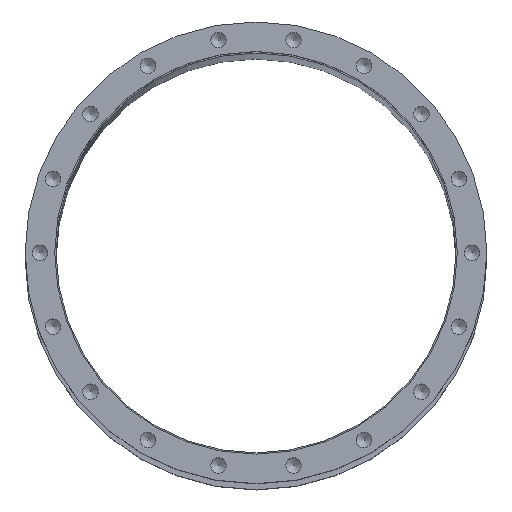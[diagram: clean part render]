
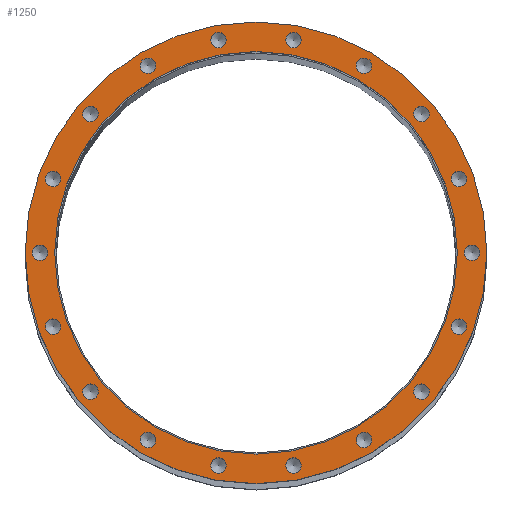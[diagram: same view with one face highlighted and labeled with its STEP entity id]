
A CAD part, top view. The second image highlights one B-rep face of the part: STEP entity #1250.
In plain terms, the highlighted planar face has unit normal (0, 0, 1).
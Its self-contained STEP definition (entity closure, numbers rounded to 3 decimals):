
#42=FACE_BOUND('',#266,.T.);
#43=FACE_BOUND('',#267,.T.);
#44=FACE_BOUND('',#268,.T.);
#45=FACE_BOUND('',#269,.T.);
#46=FACE_BOUND('',#270,.T.);
#47=FACE_BOUND('',#271,.T.);
#48=FACE_BOUND('',#272,.T.);
#49=FACE_BOUND('',#273,.T.);
#50=FACE_BOUND('',#274,.T.);
#51=FACE_BOUND('',#275,.T.);
#52=FACE_BOUND('',#276,.T.);
#53=FACE_BOUND('',#277,.T.);
#54=FACE_BOUND('',#278,.T.);
#55=FACE_BOUND('',#279,.T.);
#56=FACE_BOUND('',#280,.T.);
#57=FACE_BOUND('',#281,.T.);
#58=FACE_BOUND('',#282,.T.);
#59=FACE_BOUND('',#283,.T.);
#60=FACE_BOUND('',#284,.T.);
#66=PLANE('',#1399);
#158=FACE_OUTER_BOUND('',#265,.T.);
#265=EDGE_LOOP('',(#1026));
#266=EDGE_LOOP('',(#1027));
#267=EDGE_LOOP('',(#1028));
#268=EDGE_LOOP('',(#1029));
#269=EDGE_LOOP('',(#1030));
#270=EDGE_LOOP('',(#1031));
#271=EDGE_LOOP('',(#1032));
#272=EDGE_LOOP('',(#1033));
#273=EDGE_LOOP('',(#1034));
#274=EDGE_LOOP('',(#1035));
#275=EDGE_LOOP('',(#1036));
#276=EDGE_LOOP('',(#1037));
#277=EDGE_LOOP('',(#1038));
#278=EDGE_LOOP('',(#1039));
#279=EDGE_LOOP('',(#1040));
#280=EDGE_LOOP('',(#1041));
#281=EDGE_LOOP('',(#1042));
#282=EDGE_LOOP('',(#1043));
#283=EDGE_LOOP('',(#1044));
#284=EDGE_LOOP('',(#1045));
#518=CIRCLE('',#1386,2.1);
#520=CIRCLE('',#1389,62.55);
#522=CIRCLE('',#1393,54.55);
#525=CIRCLE('',#1400,2.1);
#526=CIRCLE('',#1401,2.1);
#527=CIRCLE('',#1402,2.1);
#528=CIRCLE('',#1403,2.1);
#529=CIRCLE('',#1404,2.1);
#530=CIRCLE('',#1405,2.1);
#531=CIRCLE('',#1406,2.1);
#532=CIRCLE('',#1407,2.1);
#533=CIRCLE('',#1408,2.1);
#534=CIRCLE('',#1409,2.1);
#535=CIRCLE('',#1410,2.1);
#536=CIRCLE('',#1411,2.1);
#537=CIRCLE('',#1412,2.1);
#538=CIRCLE('',#1413,2.1);
#539=CIRCLE('',#1414,2.1);
#540=CIRCLE('',#1415,2.1);
#541=CIRCLE('',#1416,2.1);
#621=VERTEX_POINT('',#2078);
#623=VERTEX_POINT('',#2084);
#625=VERTEX_POINT('',#2091);
#628=VERTEX_POINT('',#2104);
#629=VERTEX_POINT('',#2106);
#630=VERTEX_POINT('',#2108);
#631=VERTEX_POINT('',#2110);
#632=VERTEX_POINT('',#2112);
#633=VERTEX_POINT('',#2114);
#634=VERTEX_POINT('',#2116);
#635=VERTEX_POINT('',#2118);
#636=VERTEX_POINT('',#2120);
#637=VERTEX_POINT('',#2122);
#638=VERTEX_POINT('',#2124);
#639=VERTEX_POINT('',#2126);
#640=VERTEX_POINT('',#2128);
#641=VERTEX_POINT('',#2130);
#642=VERTEX_POINT('',#2132);
#643=VERTEX_POINT('',#2134);
#644=VERTEX_POINT('',#2136);
#761=EDGE_CURVE('',#621,#621,#518,.T.);
#765=EDGE_CURVE('',#623,#623,#520,.T.);
#767=EDGE_CURVE('',#625,#625,#522,.T.);
#773=EDGE_CURVE('',#628,#628,#525,.T.);
#774=EDGE_CURVE('',#629,#629,#526,.T.);
#775=EDGE_CURVE('',#630,#630,#527,.T.);
#776=EDGE_CURVE('',#631,#631,#528,.T.);
#777=EDGE_CURVE('',#632,#632,#529,.T.);
#778=EDGE_CURVE('',#633,#633,#530,.T.);
#779=EDGE_CURVE('',#634,#634,#531,.T.);
#780=EDGE_CURVE('',#635,#635,#532,.T.);
#781=EDGE_CURVE('',#636,#636,#533,.T.);
#782=EDGE_CURVE('',#637,#637,#534,.T.);
#783=EDGE_CURVE('',#638,#638,#535,.T.);
#784=EDGE_CURVE('',#639,#639,#536,.T.);
#785=EDGE_CURVE('',#640,#640,#537,.T.);
#786=EDGE_CURVE('',#641,#641,#538,.T.);
#787=EDGE_CURVE('',#642,#642,#539,.T.);
#788=EDGE_CURVE('',#643,#643,#540,.T.);
#789=EDGE_CURVE('',#644,#644,#541,.T.);
#1026=ORIENTED_EDGE('',*,*,#765,.T.);
#1027=ORIENTED_EDGE('',*,*,#773,.T.);
#1028=ORIENTED_EDGE('',*,*,#774,.T.);
#1029=ORIENTED_EDGE('',*,*,#775,.T.);
#1030=ORIENTED_EDGE('',*,*,#776,.T.);
#1031=ORIENTED_EDGE('',*,*,#777,.T.);
#1032=ORIENTED_EDGE('',*,*,#778,.T.);
#1033=ORIENTED_EDGE('',*,*,#779,.T.);
#1034=ORIENTED_EDGE('',*,*,#780,.T.);
#1035=ORIENTED_EDGE('',*,*,#781,.T.);
#1036=ORIENTED_EDGE('',*,*,#782,.T.);
#1037=ORIENTED_EDGE('',*,*,#783,.T.);
#1038=ORIENTED_EDGE('',*,*,#784,.T.);
#1039=ORIENTED_EDGE('',*,*,#785,.T.);
#1040=ORIENTED_EDGE('',*,*,#786,.T.);
#1041=ORIENTED_EDGE('',*,*,#787,.T.);
#1042=ORIENTED_EDGE('',*,*,#788,.T.);
#1043=ORIENTED_EDGE('',*,*,#789,.T.);
#1044=ORIENTED_EDGE('',*,*,#761,.T.);
#1045=ORIENTED_EDGE('',*,*,#767,.T.);
#1250=ADVANCED_FACE('',(#158,#42,#43,#44,#45,#46,#47,#48,#49,#50,#51,#52,
#53,#54,#55,#56,#57,#58,#59,#60),#66,.T.);
#1386=AXIS2_PLACEMENT_3D('',#2079,#1684,#1685);
#1389=AXIS2_PLACEMENT_3D('',#2086,#1692,#1693);
#1393=AXIS2_PLACEMENT_3D('',#2092,#1700,#1701);
#1399=AXIS2_PLACEMENT_3D('',#2103,#1715,#1716);
#1400=AXIS2_PLACEMENT_3D('',#2105,#1717,#1718);
#1401=AXIS2_PLACEMENT_3D('',#2107,#1719,#1720);
#1402=AXIS2_PLACEMENT_3D('',#2109,#1721,#1722);
#1403=AXIS2_PLACEMENT_3D('',#2111,#1723,#1724);
#1404=AXIS2_PLACEMENT_3D('',#2113,#1725,#1726);
#1405=AXIS2_PLACEMENT_3D('',#2115,#1727,#1728);
#1406=AXIS2_PLACEMENT_3D('',#2117,#1729,#1730);
#1407=AXIS2_PLACEMENT_3D('',#2119,#1731,#1732);
#1408=AXIS2_PLACEMENT_3D('',#2121,#1733,#1734);
#1409=AXIS2_PLACEMENT_3D('',#2123,#1735,#1736);
#1410=AXIS2_PLACEMENT_3D('',#2125,#1737,#1738);
#1411=AXIS2_PLACEMENT_3D('',#2127,#1739,#1740);
#1412=AXIS2_PLACEMENT_3D('',#2129,#1741,#1742);
#1413=AXIS2_PLACEMENT_3D('',#2131,#1743,#1744);
#1414=AXIS2_PLACEMENT_3D('',#2133,#1745,#1746);
#1415=AXIS2_PLACEMENT_3D('',#2135,#1747,#1748);
#1416=AXIS2_PLACEMENT_3D('',#2137,#1749,#1750);
#1684=DIRECTION('center_axis',(0.,0.,-1.));
#1685=DIRECTION('ref_axis',(1.,0.,0.));
#1692=DIRECTION('center_axis',(0.,0.,1.));
#1693=DIRECTION('ref_axis',(-1.,0.,0.));
#1700=DIRECTION('center_axis',(0.,0.,-1.));
#1701=DIRECTION('ref_axis',(-1.,0.,0.));
#1715=DIRECTION('center_axis',(0.,0.,1.));
#1716=DIRECTION('ref_axis',(1.,0.,0.));
#1717=DIRECTION('center_axis',(0.,0.,-1.));
#1718=DIRECTION('ref_axis',(0.94,-0.342,0.));
#1719=DIRECTION('center_axis',(0.,0.,-1.));
#1720=DIRECTION('ref_axis',(0.766,-0.643,0.));
#1721=DIRECTION('center_axis',(0.,0.,-1.));
#1722=DIRECTION('ref_axis',(0.5,-0.866,0.));
#1723=DIRECTION('center_axis',(0.,0.,-1.));
#1724=DIRECTION('ref_axis',(0.174,-0.985,0.));
#1725=DIRECTION('center_axis',(0.,0.,-1.));
#1726=DIRECTION('ref_axis',(-0.174,-0.985,0.));
#1727=DIRECTION('center_axis',(0.,0.,-1.));
#1728=DIRECTION('ref_axis',(-0.5,-0.866,0.));
#1729=DIRECTION('center_axis',(0.,0.,-1.));
#1730=DIRECTION('ref_axis',(-0.766,-0.643,0.));
#1731=DIRECTION('center_axis',(0.,0.,-1.));
#1732=DIRECTION('ref_axis',(-0.94,-0.342,0.));
#1733=DIRECTION('center_axis',(0.,0.,-1.));
#1734=DIRECTION('ref_axis',(-1.,0.,0.));
#1735=DIRECTION('center_axis',(0.,0.,-1.));
#1736=DIRECTION('ref_axis',(-0.94,0.342,0.));
#1737=DIRECTION('center_axis',(0.,0.,-1.));
#1738=DIRECTION('ref_axis',(-0.766,0.643,0.));
#1739=DIRECTION('center_axis',(0.,0.,-1.));
#1740=DIRECTION('ref_axis',(-0.5,0.866,0.));
#1741=DIRECTION('center_axis',(0.,0.,-1.));
#1742=DIRECTION('ref_axis',(-0.174,0.985,0.));
#1743=DIRECTION('center_axis',(0.,0.,-1.));
#1744=DIRECTION('ref_axis',(0.174,0.985,0.));
#1745=DIRECTION('center_axis',(0.,0.,-1.));
#1746=DIRECTION('ref_axis',(0.5,0.866,0.));
#1747=DIRECTION('center_axis',(0.,0.,-1.));
#1748=DIRECTION('ref_axis',(0.766,0.643,0.));
#1749=DIRECTION('center_axis',(0.,0.,-1.));
#1750=DIRECTION('ref_axis',(0.94,0.342,0.));
#2078=CARTESIAN_POINT('',(56.43,0.,980.));
#2079=CARTESIAN_POINT('Origin',(58.53,0.,980.));
#2084=CARTESIAN_POINT('',(62.55,0.,980.));
#2086=CARTESIAN_POINT('Origin',(0.,0.,980.));
#2091=CARTESIAN_POINT('',(54.55,0.,980.));
#2092=CARTESIAN_POINT('Origin',(0.,0.,980.));
#2103=CARTESIAN_POINT('Origin',(0.,0.,980.));
#2104=CARTESIAN_POINT('',(53.027,-19.3,980.));
#2105=CARTESIAN_POINT('Origin',(55.,-20.018,980.));
#2106=CARTESIAN_POINT('',(43.228,-36.273,980.));
#2107=CARTESIAN_POINT('Origin',(44.837,-37.622,980.));
#2108=CARTESIAN_POINT('',(28.215,-48.87,980.));
#2109=CARTESIAN_POINT('Origin',(29.265,-50.688,980.));
#2110=CARTESIAN_POINT('',(9.799,-55.573,980.));
#2111=CARTESIAN_POINT('Origin',(10.164,-57.641,980.));
#2112=CARTESIAN_POINT('',(-9.799,-55.573,980.));
#2113=CARTESIAN_POINT('Origin',(-10.164,-57.641,980.));
#2114=CARTESIAN_POINT('',(-28.215,-48.87,980.));
#2115=CARTESIAN_POINT('Origin',(-29.265,-50.688,980.));
#2116=CARTESIAN_POINT('',(-43.228,-36.273,980.));
#2117=CARTESIAN_POINT('Origin',(-44.837,-37.622,980.));
#2118=CARTESIAN_POINT('',(-53.027,-19.3,980.));
#2119=CARTESIAN_POINT('Origin',(-55.,-20.018,980.));
#2120=CARTESIAN_POINT('',(-56.43,0.,980.));
#2121=CARTESIAN_POINT('Origin',(-58.53,0.,
980.));
#2122=CARTESIAN_POINT('',(-53.027,19.3,980.));
#2123=CARTESIAN_POINT('Origin',(-55.,20.018,980.));
#2124=CARTESIAN_POINT('',(-43.228,36.273,980.));
#2125=CARTESIAN_POINT('Origin',(-44.837,37.622,980.));
#2126=CARTESIAN_POINT('',(-28.215,48.87,980.));
#2127=CARTESIAN_POINT('Origin',(-29.265,50.688,980.));
#2128=CARTESIAN_POINT('',(-9.799,55.573,980.));
#2129=CARTESIAN_POINT('Origin',(-10.164,57.641,980.));
#2130=CARTESIAN_POINT('',(9.799,55.573,980.));
#2131=CARTESIAN_POINT('Origin',(10.164,57.641,980.));
#2132=CARTESIAN_POINT('',(28.215,48.87,980.));
#2133=CARTESIAN_POINT('Origin',(29.265,50.688,980.));
#2134=CARTESIAN_POINT('',(43.228,36.273,980.));
#2135=CARTESIAN_POINT('Origin',(44.837,37.622,980.));
#2136=CARTESIAN_POINT('',(53.027,19.3,980.));
#2137=CARTESIAN_POINT('Origin',(55.,20.018,980.));
